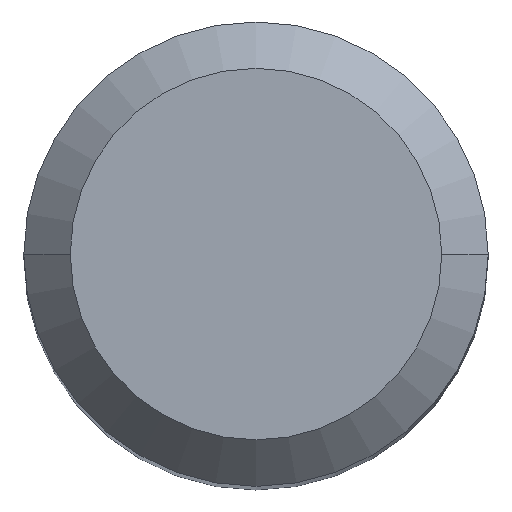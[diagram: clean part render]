
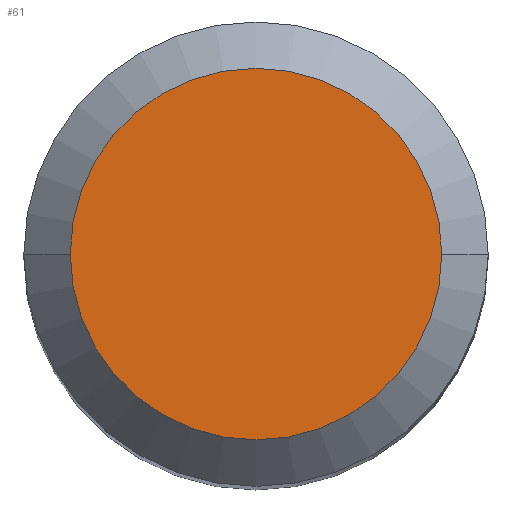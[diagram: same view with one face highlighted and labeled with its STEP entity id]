
A CAD part, top view. The second image highlights one B-rep face of the part: STEP entity #61.
In plain terms, the highlighted planar face has unit normal (0, 0, 1).
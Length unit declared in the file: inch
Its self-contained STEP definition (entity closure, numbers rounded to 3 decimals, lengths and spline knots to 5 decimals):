
#38 = DIRECTION ( 'NONE',  ( 0., 0., 1. ) ) ;
#48 = CIRCLE ( 'NONE', #347, 0.126 ) ;
#61 = ADVANCED_FACE ( 'NONE', ( #259 ), #401, .F. ) ;
#66 = CARTESIAN_POINT ( 'NONE',  ( 0., 0., 0. ) ) ;
#98 = VERTEX_POINT ( 'NONE', #149 ) ;
#134 = ORIENTED_EDGE ( 'NONE', *, *, #373, .T. ) ;
#149 = CARTESIAN_POINT ( 'NONE',  ( 0.126, 0., 0. ) ) ;
#158 = VERTEX_POINT ( 'NONE', #253 ) ;
#181 = ORIENTED_EDGE ( 'NONE', *, *, #281, .T. ) ;
#223 = DIRECTION ( 'NONE',  ( -1., 0., 0. ) ) ;
#240 = AXIS2_PLACEMENT_3D ( 'NONE', #394, #328, #223 ) ;
#253 = CARTESIAN_POINT ( 'NONE',  ( -0.126, 0., 0. ) ) ;
#259 = FACE_OUTER_BOUND ( 'NONE', #445, .T. ) ;
#281 = EDGE_CURVE ( 'NONE', #98, #158, #484, .T. ) ;
#300 = DIRECTION ( 'NONE',  ( 1., 0., 0. ) ) ;
#317 = DIRECTION ( 'NONE',  ( 1., 0., 0. ) ) ;
#328 = DIRECTION ( 'NONE',  ( 0., 0., -1. ) ) ;
#347 = AXIS2_PLACEMENT_3D ( 'NONE', #66, #356, #317 ) ;
#356 = DIRECTION ( 'NONE',  ( 0., 0., 1. ) ) ;
#366 = CARTESIAN_POINT ( 'NONE',  ( 0., 0., 0. ) ) ;
#373 = EDGE_CURVE ( 'NONE', #158, #98, #48, .T. ) ;
#394 = CARTESIAN_POINT ( 'NONE',  ( 0., 0., 0. ) ) ;
#401 = PLANE ( 'NONE',  #240 ) ;
#445 = EDGE_LOOP ( 'NONE', ( #134, #181 ) ) ;
#484 = CIRCLE ( 'NONE', #489, 0.126 ) ;
#489 = AXIS2_PLACEMENT_3D ( 'NONE', #366, #38, #300 ) ;
